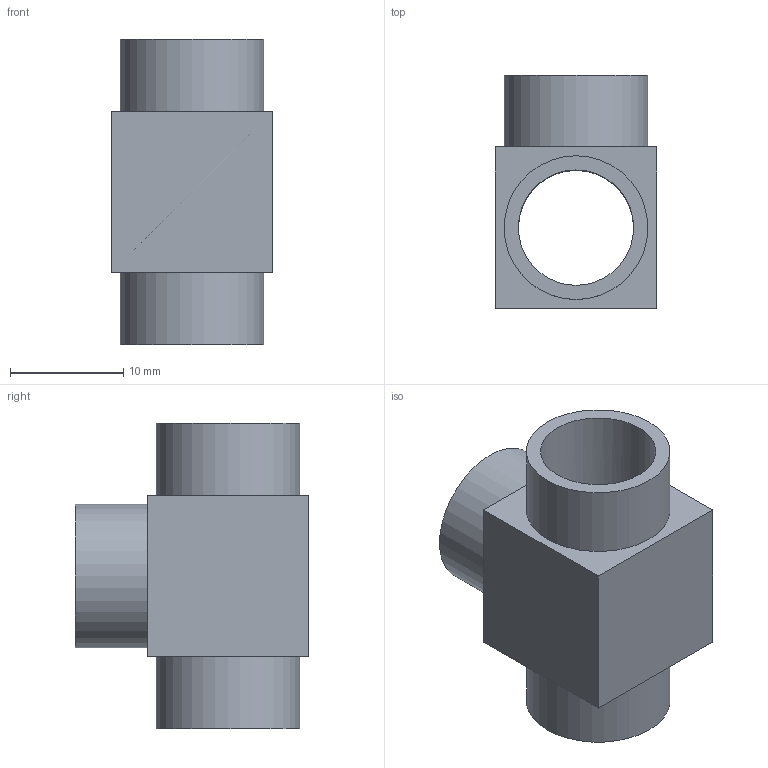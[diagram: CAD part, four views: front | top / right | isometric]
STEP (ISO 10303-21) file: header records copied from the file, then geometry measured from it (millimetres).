
FILE_DESCRIPTION(/* description */ (''),/* implementation_level */ '2;1');
FILE_NAME(/* name */ 'SM8T6.stp',/* time_stamp */ '2025-03-10T14:03:06+09:00',/* author */ ('user'),/* organization */ (''),/* preprocessor_version */ 'ST-DEVELOPER v20',/* originating_system */ 'Autodesk Inventor 2022',/* authorisation */ '');
FILE_SCHEMA (('AUTOMOTIVE_DESIGN { 1 0 10303 214 3 1 1 }'));
Length unit declared in the file: millimetre
Products named in the file (1): SM8T6
Bounding box: 14.3 x 20.65 x 27 mm (x, y, z)
Volume: 2381.8 mm3; surface area: 2831.6 mm2
Topology: 1 solids, 1 shells, 14 faces, 29 edges, 19 vertices
Faces by surface type: plane 9, cylinder 5
Full cylindrical faces by diameter (mm): 10.2 x2, 12.7 x3
Entity records: 427 total; most frequent: DIRECTION 70, CARTESIAN_POINT 63, ORIENTED_EDGE 58, EDGE_CURVE 29, AXIS2_PLACEMENT_3D 26, EDGE_LOOP 20, VERTEX_POINT 19, LINE 18
